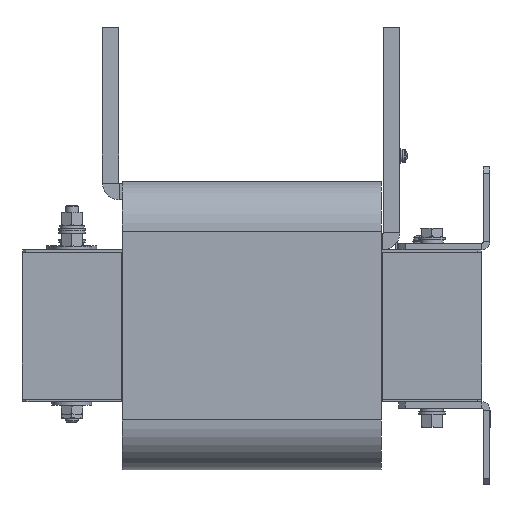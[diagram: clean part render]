
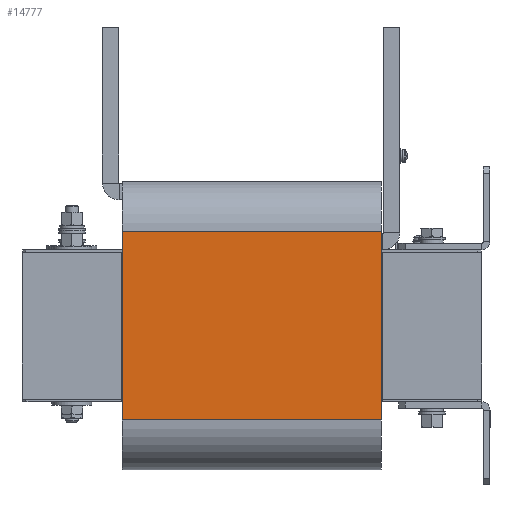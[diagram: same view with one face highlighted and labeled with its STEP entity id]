
A CAD part, left-side view. The second image highlights one B-rep face of the part: STEP entity #14777.
In plain terms, the highlighted planar face has unit normal (-1, 0, 0).
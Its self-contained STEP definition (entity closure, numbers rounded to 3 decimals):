
#610 = VECTOR ( 'NONE', #19781, 1000. ) ;
#1040 = VERTEX_POINT ( 'NONE', #11266 ) ;
#1119 = LINE ( 'NONE', #12762, #26342 ) ;
#1780 = CARTESIAN_POINT ( 'NONE',  ( -61.5, 156., 56.75 ) ) ;
#3035 = DIRECTION ( 'NONE',  ( 0., -1., 0. ) ) ;
#3141 = CARTESIAN_POINT ( 'NONE',  ( -61.5, 156., 86.75 ) ) ;
#4121 = DIRECTION ( 'NONE',  ( 0., 1., 0. ) ) ;
#4264 = VERTEX_POINT ( 'NONE', #9780 ) ;
#6227 = ORIENTED_EDGE ( 'NONE', *, *, #31049, .T. ) ;
#6505 = ORIENTED_EDGE ( 'NONE', *, *, #31224, .F. ) ;
#6689 = VECTOR ( 'NONE', #15520, 1000. ) ;
#6929 = AXIS2_PLACEMENT_3D ( 'NONE', #12080, #7159, #16976 ) ;
#7159 = DIRECTION ( 'NONE',  ( 1., 0., 0. ) ) ;
#7451 = ORIENTED_EDGE ( 'NONE', *, *, #12539, .T. ) ;
#8981 = VECTOR ( 'NONE', #4121, 1000. ) ;
#9436 = CARTESIAN_POINT ( 'NONE',  ( -61.5, 156., -56.75 ) ) ;
#9780 = CARTESIAN_POINT ( 'NONE',  ( -61.5, 0., 56.75 ) ) ;
#11266 = CARTESIAN_POINT ( 'NONE',  ( -61.5, 0., -56.75 ) ) ;
#12080 = CARTESIAN_POINT ( 'NONE',  ( -61.5, 156., 86.75 ) ) ;
#12539 = EDGE_CURVE ( 'NONE', #24566, #1040, #1119, .T. ) ;
#12762 = CARTESIAN_POINT ( 'NONE',  ( -61.5, 156., -56.75 ) ) ;
#14533 = PLANE ( 'NONE',  #6929 ) ;
#14777 = ADVANCED_FACE ( 'NONE', ( #27401 ), #14533, .F. ) ;
#15520 = DIRECTION ( 'NONE',  ( 0., 0., 1. ) ) ;
#16976 = DIRECTION ( 'NONE',  ( 0., 0., -1. ) ) ;
#17334 = CARTESIAN_POINT ( 'NONE',  ( -61.5, 0., 86.75 ) ) ;
#19764 = CARTESIAN_POINT ( 'NONE',  ( -61.5, 156., 56.75 ) ) ;
#19781 = DIRECTION ( 'NONE',  ( 0., 0., 1. ) ) ;
#20100 = LINE ( 'NONE', #17334, #610 ) ;
#21999 = EDGE_CURVE ( 'NONE', #4264, #26943, #27745, .T. ) ;
#24566 = VERTEX_POINT ( 'NONE', #9436 ) ;
#26197 = LINE ( 'NONE', #3141, #6689 ) ;
#26276 = EDGE_LOOP ( 'NONE', ( #6505, #7451, #6227, #29523 ) ) ;
#26342 = VECTOR ( 'NONE', #3035, 1000. ) ;
#26943 = VERTEX_POINT ( 'NONE', #19764 ) ;
#27401 = FACE_OUTER_BOUND ( 'NONE', #26276, .T. ) ;
#27745 = LINE ( 'NONE', #1780, #8981 ) ;
#29523 = ORIENTED_EDGE ( 'NONE', *, *, #21999, .T. ) ;
#31049 = EDGE_CURVE ( 'NONE', #1040, #4264, #20100, .T. ) ;
#31224 = EDGE_CURVE ( 'NONE', #24566, #26943, #26197, .T. ) ;
